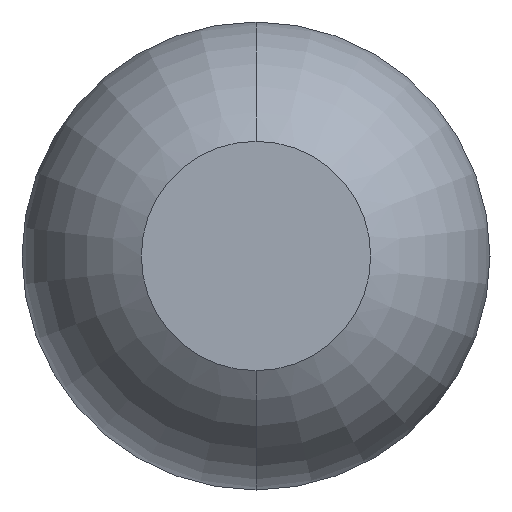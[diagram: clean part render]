
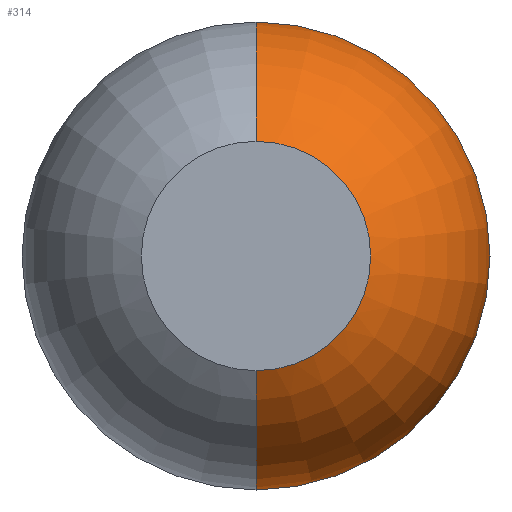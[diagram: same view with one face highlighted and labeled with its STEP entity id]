
A CAD part, front view. The second image highlights one B-rep face of the part: STEP entity #314.
In plain terms, the highlighted toroidal (fillet/blend) face has major radius 0.01 mm and minor radius 0.5 mm.
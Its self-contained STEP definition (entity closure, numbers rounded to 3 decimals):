
#55 = VERTEX_POINT ( 'NONE', #126 ) ;
#61 = VERTEX_POINT ( 'NONE', #2162 ) ;
#88 = FACE_OUTER_BOUND ( 'NONE', #1287, .T. ) ;
#98 = EDGE_CURVE ( 'Defeature ausgef�hrt1_0+Defeature ausgef�hrt1_6+Defeature ausgef�hrt1_6+Defeature ausgef�hrt1_6', #55, #935, #1739, .T. ) ;
#116 = DIRECTION ( 'NONE',  ( 0., -1., 0. ) ) ;
#126 = CARTESIAN_POINT ( 'NONE',  ( 0., -24.961, -0.51 ) ) ;
#224 = CIRCLE ( 'NONE', #561, 0.5 ) ;
#312 = CIRCLE ( 'NONE', #1318, 0.5 ) ;
#314 = ADVANCED_FACE ( 'Defeature ausgef�hrt1_0', ( #88 ), #555, .T. ) ;
#555 = TOROIDAL_SURFACE ( 'NONE', #3009, 0.01, 0.5 ) ;
#561 = AXIS2_PLACEMENT_3D ( 'NONE', #2579, #3175, #3467 ) ;
#695 = DIRECTION ( 'NONE',  ( 0., 0., 1. ) ) ;
#712 = AXIS2_PLACEMENT_3D ( 'NONE', #1018, #116, #3288 ) ;
#893 = VERTEX_POINT ( 'NONE', #1910 ) ;
#930 = EDGE_CURVE ( 'NONE', #55, #61, #224, .T. ) ;
#935 = VERTEX_POINT ( 'NONE', #2605 ) ;
#969 = CARTESIAN_POINT ( 'NONE',  ( 0., -25.4, 0. ) ) ;
#996 = DIRECTION ( 'NONE',  ( 0., 1., 0. ) ) ;
#1018 = CARTESIAN_POINT ( 'NONE',  ( 0., -24.961, 0. ) ) ;
#1098 = DIRECTION ( 'NONE',  ( 0., 0., -1. ) ) ;
#1287 = EDGE_LOOP ( 'NONE', ( #3729, #2768, #2458, #3646 ) ) ;
#1318 = AXIS2_PLACEMENT_3D ( 'NONE', #1397, #3411, #1098 ) ;
#1397 = CARTESIAN_POINT ( 'NONE',  ( 0., -24.961, 0.01 ) ) ;
#1517 = EDGE_CURVE ( 'Defeature ausgef�hrt1_0+Defeature ausgef�hrt1_13+Defeature ausgef�hrt1_13+Defeature ausgef�hrt1_13', #893, #61, #2223, .T. ) ;
#1567 = DIRECTION ( 'NONE',  ( 0., -1., 0. ) ) ;
#1739 = CIRCLE ( 'NONE', #712, 0.51 ) ;
#1910 = CARTESIAN_POINT ( 'NONE',  ( 0., -25.4, 0.25 ) ) ;
#2162 = CARTESIAN_POINT ( 'NONE',  ( 0., -25.4, -0.25 ) ) ;
#2223 = CIRCLE ( 'NONE', #2775, 0.25 ) ;
#2458 = ORIENTED_EDGE ( 'NONE', *, *, #1517, .T. ) ;
#2579 = CARTESIAN_POINT ( 'NONE',  ( 0., -24.961, -0.01 ) ) ;
#2605 = CARTESIAN_POINT ( 'NONE',  ( 0., -24.961, 0.51 ) ) ;
#2768 = ORIENTED_EDGE ( 'NONE', *, *, #3421, .T. ) ;
#2775 = AXIS2_PLACEMENT_3D ( 'NONE', #969, #996, #695 ) ;
#2989 = CARTESIAN_POINT ( 'NONE',  ( 0., -24.961, 0. ) ) ;
#3009 = AXIS2_PLACEMENT_3D ( 'NONE', #2989, #1567, #3607 ) ;
#3175 = DIRECTION ( 'NONE',  ( -1., 0., 0. ) ) ;
#3288 = DIRECTION ( 'NONE',  ( 0., 0., -1. ) ) ;
#3411 = DIRECTION ( 'NONE',  ( 1., 0., 0. ) ) ;
#3421 = EDGE_CURVE ( 'NONE', #935, #893, #312, .T. ) ;
#3467 = DIRECTION ( 'NONE',  ( 0., 0., 1. ) ) ;
#3607 = DIRECTION ( 'NONE',  ( 0., 0., -1. ) ) ;
#3646 = ORIENTED_EDGE ( 'NONE', *, *, #930, .F. ) ;
#3729 = ORIENTED_EDGE ( 'NONE', *, *, #98, .T. ) ;
